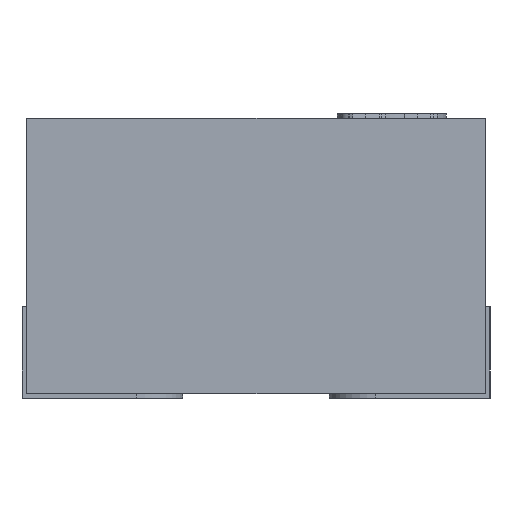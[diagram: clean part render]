
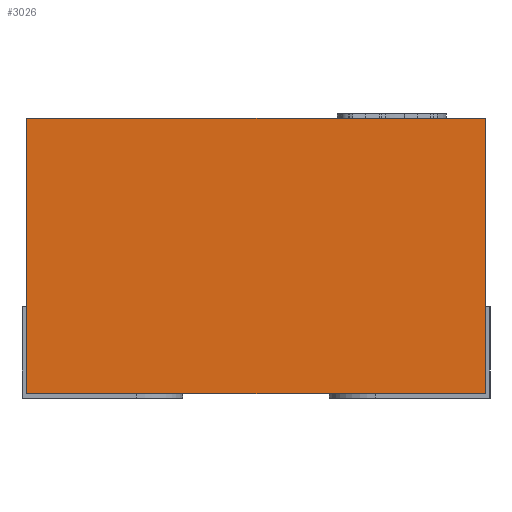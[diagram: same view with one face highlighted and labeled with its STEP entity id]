
A CAD part, front view. The second image highlights one B-rep face of the part: STEP entity #3026.
In plain terms, the highlighted planar face has unit normal (0, -1, 0).
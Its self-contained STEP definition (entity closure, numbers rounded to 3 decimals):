
#23 = VERTEX_POINT ( 'NONE', #5043 ) ;
#52 = LINE ( 'NONE', #1075, #3703 ) ;
#149 = DIRECTION ( 'NONE',  ( 1., 0., 0. ) ) ;
#579 = VERTEX_POINT ( 'NONE', #3260 ) ;
#725 = CARTESIAN_POINT ( 'NONE',  ( -0.5, -1.25, 0.61 ) ) ;
#874 = DIRECTION ( 'NONE',  ( 0., 0., 1. ) ) ;
#881 = VECTOR ( 'NONE', #12731, 1000. ) ;
#1075 = CARTESIAN_POINT ( 'NONE',  ( 0.5, -1.25, 0.61 ) ) ;
#1609 = CARTESIAN_POINT ( 'NONE',  ( -0.5, -1.25, 0.61 ) ) ;
#2242 = VECTOR ( 'NONE', #12794, 1000. ) ;
#3026 = ADVANCED_FACE ( 'NONE', ( #6507 ), #12388, .F. ) ;
#3260 = CARTESIAN_POINT ( 'NONE',  ( 0.5, -1.25, 0.61 ) ) ;
#3451 = ORIENTED_EDGE ( 'NONE', *, *, #6848, .F. ) ;
#3700 = EDGE_CURVE ( 'NONE', #4787, #23, #5649, .T. ) ;
#3703 = VECTOR ( 'NONE', #4206, 1000. ) ;
#3989 = DIRECTION ( 'NONE',  ( 0., 1., 0. ) ) ;
#4206 = DIRECTION ( 'NONE',  ( 0., 0., -1. ) ) ;
#4787 = VERTEX_POINT ( 'NONE', #725 ) ;
#5043 = CARTESIAN_POINT ( 'NONE',  ( -0.5, -1.25, 0.01 ) ) ;
#5649 = LINE ( 'NONE', #1609, #2242 ) ;
#5945 = AXIS2_PLACEMENT_3D ( 'NONE', #10208, #3989, #874 ) ;
#6360 = CARTESIAN_POINT ( 'NONE',  ( -0.5, -1.25, 0.61 ) ) ;
#6507 = FACE_OUTER_BOUND ( 'NONE', #12000, .T. ) ;
#6848 = EDGE_CURVE ( 'NONE', #579, #9234, #52, .T. ) ;
#6864 = EDGE_CURVE ( 'NONE', #23, #9234, #9506, .T. ) ;
#7059 = ORIENTED_EDGE ( 'NONE', *, *, #8445, .F. ) ;
#7271 = ORIENTED_EDGE ( 'NONE', *, *, #3700, .T. ) ;
#8445 = EDGE_CURVE ( 'NONE', #4787, #579, #9413, .T. ) ;
#9234 = VERTEX_POINT ( 'NONE', #9764 ) ;
#9413 = LINE ( 'NONE', #6360, #9716 ) ;
#9447 = CARTESIAN_POINT ( 'NONE',  ( -0.5, -1.25, 0.01 ) ) ;
#9506 = LINE ( 'NONE', #9447, #881 ) ;
#9716 = VECTOR ( 'NONE', #149, 1000. ) ;
#9764 = CARTESIAN_POINT ( 'NONE',  ( 0.5, -1.25, 0.01 ) ) ;
#10208 = CARTESIAN_POINT ( 'NONE',  ( -0.5, -1.25, 0.61 ) ) ;
#11468 = ORIENTED_EDGE ( 'NONE', *, *, #6864, .T. ) ;
#12000 = EDGE_LOOP ( 'NONE', ( #11468, #3451, #7059, #7271 ) ) ;
#12388 = PLANE ( 'NONE',  #5945 ) ;
#12731 = DIRECTION ( 'NONE',  ( 1., 0., 0. ) ) ;
#12794 = DIRECTION ( 'NONE',  ( 0., 0., -1. ) ) ;
